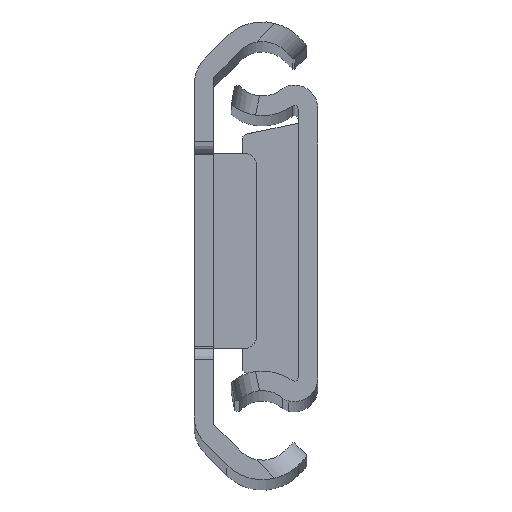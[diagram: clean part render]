
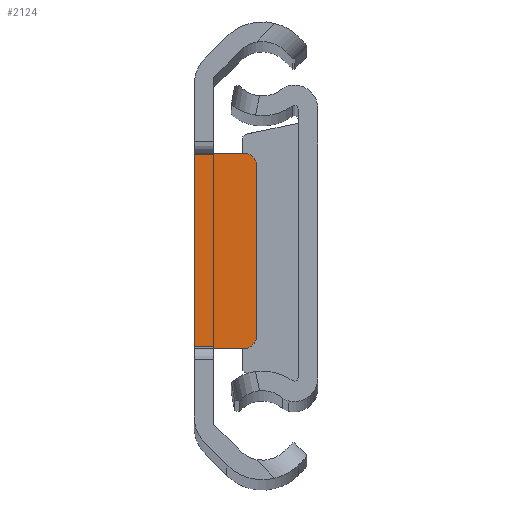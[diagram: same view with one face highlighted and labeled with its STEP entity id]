
A CAD part, top view. The second image highlights one B-rep face of the part: STEP entity #2124.
In plain terms, the highlighted planar face has unit normal (0, 0, 1).
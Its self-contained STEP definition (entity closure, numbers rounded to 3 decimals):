
#17 = CARTESIAN_POINT ( 'NONE',  ( -1.5, -7.5, -2.2 ) ) ;
#24 = VERTEX_POINT ( 'NONE', #4691 ) ;
#82 = DIRECTION ( 'NONE',  ( 0., 0., -1. ) ) ;
#207 = VERTEX_POINT ( 'NONE', #3529 ) ;
#359 = DIRECTION ( 'NONE',  ( 0., 0., 1. ) ) ;
#561 = VERTEX_POINT ( 'NONE', #4810 ) ;
#684 = DIRECTION ( 'NONE',  ( 1., 0., 0. ) ) ;
#722 = CARTESIAN_POINT ( 'NONE',  ( 0., -7.5, -2.2 ) ) ;
#788 = DIRECTION ( 'NONE',  ( -1., 0., 0. ) ) ;
#801 = DIRECTION ( 'NONE',  ( 1., 0., 0. ) ) ;
#824 = CARTESIAN_POINT ( 'NONE',  ( 3.3, -7.5, -2.2 ) ) ;
#874 = FACE_OUTER_BOUND ( 'NONE', #1535, .T. ) ;
#880 = LINE ( 'NONE', #3202, #3053 ) ;
#893 = EDGE_CURVE ( 'NONE', #2519, #24, #2966, .T. ) ;
#927 = VERTEX_POINT ( 'NONE', #3361 ) ;
#1003 = VECTOR ( 'NONE', #3872, 1000. ) ;
#1180 = EDGE_CURVE ( 'NONE', #1353, #207, #2187, .T. ) ;
#1245 = ORIENTED_EDGE ( 'NONE', *, *, #4463, .F. ) ;
#1270 = ORIENTED_EDGE ( 'NONE', *, *, #1639, .T. ) ;
#1353 = VERTEX_POINT ( 'NONE', #1554 ) ;
#1438 = CARTESIAN_POINT ( 'NONE',  ( -1.5, 7.5, -2.2 ) ) ;
#1443 = VECTOR ( 'NONE', #788, 1000. ) ;
#1535 = EDGE_LOOP ( 'NONE', ( #1245, #4001, #3002, #2233, #3824, #3898, #5181, #1270 ) ) ;
#1554 = CARTESIAN_POINT ( 'NONE',  ( 3.3, 6.5, -2.2 ) ) ;
#1586 = VERTEX_POINT ( 'NONE', #722 ) ;
#1639 = EDGE_CURVE ( 'NONE', #561, #927, #2781, .T. ) ;
#1674 = DIRECTION ( 'NONE',  ( 0., 1., 0. ) ) ;
#1729 = VERTEX_POINT ( 'NONE', #2891 ) ;
#1733 = CARTESIAN_POINT ( 'NONE',  ( -1.5, 7.5, -2.2 ) ) ;
#1772 = AXIS2_PLACEMENT_3D ( 'NONE', #2069, #2016, #3623 ) ;
#1872 = EDGE_CURVE ( 'NONE', #561, #1586, #2236, .T. ) ;
#2016 = DIRECTION ( 'NONE',  ( 0., 0., 1. ) ) ;
#2069 = CARTESIAN_POINT ( 'NONE',  ( 2.3, 6.5, -2.2 ) ) ;
#2124 = ADVANCED_FACE ( 'NONE', ( #874 ), #4967, .F. ) ;
#2187 = CIRCLE ( 'NONE', #1772, 1. ) ;
#2233 = ORIENTED_EDGE ( 'NONE', *, *, #2450, .F. ) ;
#2236 = LINE ( 'NONE', #2679, #3454 ) ;
#2432 = CARTESIAN_POINT ( 'NONE',  ( 3.3, 7.5, -2.2 ) ) ;
#2450 = EDGE_CURVE ( 'NONE', #24, #1729, #2696, .T. ) ;
#2516 = EDGE_CURVE ( 'NONE', #207, #1729, #3297, .T. ) ;
#2519 = VERTEX_POINT ( 'NONE', #17 ) ;
#2679 = CARTESIAN_POINT ( 'NONE',  ( 3.3, -7.5, -2.2 ) ) ;
#2696 = LINE ( 'NONE', #4320, #3457 ) ;
#2781 = CIRCLE ( 'NONE', #4397, 1. ) ;
#2784 = AXIS2_PLACEMENT_3D ( 'NONE', #1733, #82, #1674 ) ;
#2819 = CARTESIAN_POINT ( 'NONE',  ( 2.3, -6.5, -2.2 ) ) ;
#2891 = CARTESIAN_POINT ( 'NONE',  ( 0., 7.5, -2.2 ) ) ;
#2966 = LINE ( 'NONE', #1438, #1003 ) ;
#3002 = ORIENTED_EDGE ( 'NONE', *, *, #2516, .T. ) ;
#3053 = VECTOR ( 'NONE', #801, 1000. ) ;
#3202 = CARTESIAN_POINT ( 'NONE',  ( -1.5, -7.5, -2.2 ) ) ;
#3232 = LINE ( 'NONE', #824, #4850 ) ;
#3297 = LINE ( 'NONE', #2432, #1443 ) ;
#3361 = CARTESIAN_POINT ( 'NONE',  ( 3.3, -6.5, -2.2 ) ) ;
#3454 = VECTOR ( 'NONE', #4300, 1000. ) ;
#3457 = VECTOR ( 'NONE', #684, 1000. ) ;
#3529 = CARTESIAN_POINT ( 'NONE',  ( 2.3, 7.5, -2.2 ) ) ;
#3583 = DIRECTION ( 'NONE',  ( 0., 1., 0. ) ) ;
#3623 = DIRECTION ( 'NONE',  ( 0., 1., 0. ) ) ;
#3824 = ORIENTED_EDGE ( 'NONE', *, *, #893, .F. ) ;
#3872 = DIRECTION ( 'NONE',  ( 0., 1., 0. ) ) ;
#3898 = ORIENTED_EDGE ( 'NONE', *, *, #4395, .T. ) ;
#4001 = ORIENTED_EDGE ( 'NONE', *, *, #1180, .T. ) ;
#4067 = DIRECTION ( 'NONE',  ( 0., -1., 0. ) ) ;
#4300 = DIRECTION ( 'NONE',  ( -1., 0., 0. ) ) ;
#4320 = CARTESIAN_POINT ( 'NONE',  ( -1.5, 7.5, -2.2 ) ) ;
#4395 = EDGE_CURVE ( 'NONE', #2519, #1586, #880, .T. ) ;
#4397 = AXIS2_PLACEMENT_3D ( 'NONE', #2819, #359, #3583 ) ;
#4463 = EDGE_CURVE ( 'NONE', #1353, #927, #3232, .T. ) ;
#4691 = CARTESIAN_POINT ( 'NONE',  ( -1.5, 7.5, -2.2 ) ) ;
#4810 = CARTESIAN_POINT ( 'NONE',  ( 2.3, -7.5, -2.2 ) ) ;
#4850 = VECTOR ( 'NONE', #4067, 1000. ) ;
#4967 = PLANE ( 'NONE',  #2784 ) ;
#5181 = ORIENTED_EDGE ( 'NONE', *, *, #1872, .F. ) ;
